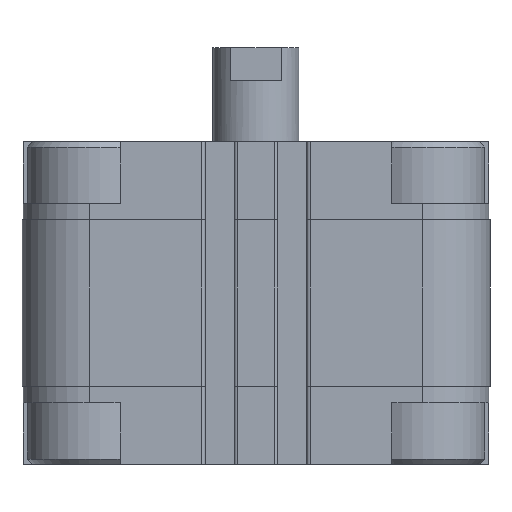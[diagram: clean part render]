
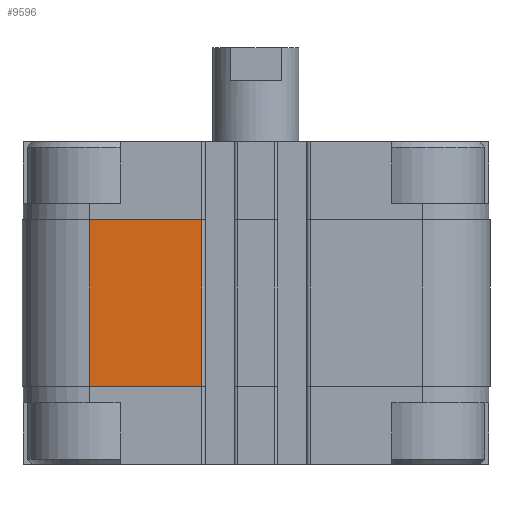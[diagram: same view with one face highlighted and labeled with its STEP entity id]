
A CAD part, front view. The second image highlights one B-rep face of the part: STEP entity #9596.
In plain terms, the highlighted face is planar.
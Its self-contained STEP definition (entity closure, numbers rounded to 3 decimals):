
#1876=ORIENTED_EDGE('',*,*,#4308,.F.);
#1877=ORIENTED_EDGE('',*,*,#4334,.F.);
#1878=ORIENTED_EDGE('',*,*,#4022,.T.);
#1879=ORIENTED_EDGE('',*,*,#4335,.T.);
#4022=EDGE_CURVE('',#5403,#5402,#6210,.T.);
#4308=EDGE_CURVE('',#5572,#5573,#6418,.T.);
#4334=EDGE_CURVE('',#5403,#5572,#6438,.T.);
#4335=EDGE_CURVE('',#5402,#5573,#6439,.T.);
#5402=VERTEX_POINT('',#14804);
#5403=VERTEX_POINT('',#14806);
#5572=VERTEX_POINT('',#15366);
#5573=VERTEX_POINT('',#15368);
#6210=LINE('',#14805,#7084);
#6418=LINE('',#15367,#7292);
#6438=LINE('',#15421,#7312);
#6439=LINE('',#15423,#7313);
#7084=VECTOR('',#11462,1000.);
#7292=VECTOR('',#12038,1000.);
#7312=VECTOR('',#12112,1000.);
#7313=VECTOR('',#12115,1000.);
#7865=EDGE_LOOP('',(#1876,#1877,#1878,#1879));
#8547=FACE_BOUND('',#7865,.T.);
#9150=PLANE('',#10371);
#9596=ADVANCED_FACE('',(#8547),#9150,.T.);
#10371=AXIS2_PLACEMENT_3D('',#15422,#12113,#12114);
#11462=DIRECTION('',(-1.,0.,0.));
#12038=DIRECTION('',(-1.,0.,0.));
#12112=DIRECTION('',(0.,0.,1.));
#12113=DIRECTION('',(0.,1.,0.));
#12114=DIRECTION('',(0.,0.,1.));
#12115=DIRECTION('',(0.,0.,1.));
#14804=CARTESIAN_POINT('',(10.05,43.5,-45.5));
#14805=CARTESIAN_POINT('',(31.,43.5,-45.5));
#14806=CARTESIAN_POINT('',(31.,43.5,-45.5));
#15366=CARTESIAN_POINT('',(31.,43.5,-14.5));
#15367=CARTESIAN_POINT('',(31.,43.5,-14.5));
#15368=CARTESIAN_POINT('',(10.05,43.5,-14.5));
#15421=CARTESIAN_POINT('',(31.,43.5,-45.5));
#15422=CARTESIAN_POINT('',(31.,43.5,-45.5));
#15423=CARTESIAN_POINT('',(10.05,43.5,-45.5));
